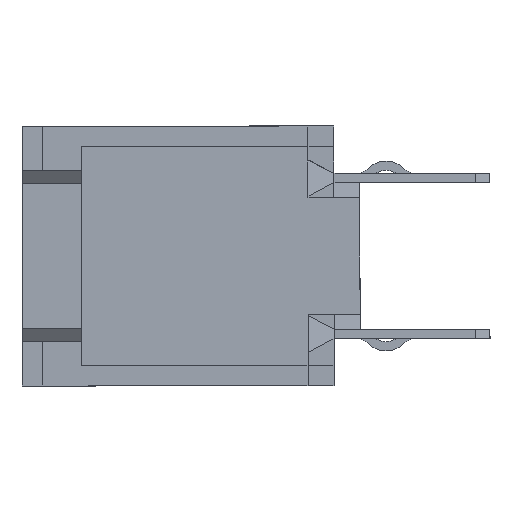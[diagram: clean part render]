
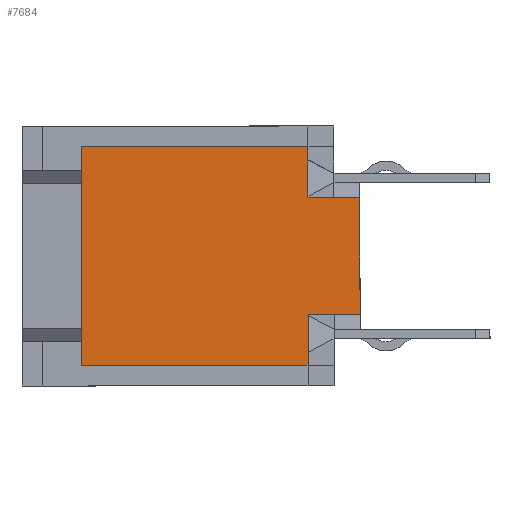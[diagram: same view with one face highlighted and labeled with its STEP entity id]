
A CAD part, left-side view. The second image highlights one B-rep face of the part: STEP entity #7684.
In plain terms, the highlighted planar face has unit normal (-1, 0, 0).
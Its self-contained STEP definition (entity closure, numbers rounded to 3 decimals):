
#4000 = CARTESIAN_POINT ( 'NONE',  ( -10., 2., 3.7 ) ) ;
#4001 = DIRECTION ( 'NONE',  ( 0., 1., 0. ) ) ;
#4002 = VECTOR ( 'NONE', #4001, 1000. ) ;
#4003 = CARTESIAN_POINT ( 'NONE',  ( -10., 2., 3.7 ) ) ;
#4004 = LINE ( 'NONE', #4003, #4002 ) ;
#4005 = CARTESIAN_POINT ( 'NONE',  ( -10., 10.7, 3.7 ) ) ;
#4031 = CARTESIAN_POINT ( 'NONE',  ( -10., 0., -2.75 ) ) ;
#4032 = CARTESIAN_POINT ( 'NONE',  ( -10., 0., 1.75 ) ) ;
#4033 = DIRECTION ( 'NONE',  ( 0., 1., 0. ) ) ;
#4034 = VECTOR ( 'NONE', #4033, 1000. ) ;
#4035 = CARTESIAN_POINT ( 'NONE',  ( -10., 2., 1.75 ) ) ;
#4036 = LINE ( 'NONE', #4035, #4034 ) ;
#4037 = CARTESIAN_POINT ( 'NONE',  ( -10., 2., 1.75 ) ) ;
#4038 = DIRECTION ( 'NONE',  ( 0., 0., 1. ) ) ;
#4039 = VECTOR ( 'NONE', #4038, 1000. ) ;
#4040 = CARTESIAN_POINT ( 'NONE',  ( -10., 0., -4.7 ) ) ;
#4041 = LINE ( 'NONE', #4040, #4039 ) ;
#4709 = FACE_OUTER_BOUND ( 'NONE', #7883, .T. ) ;
#4745 = DIRECTION ( 'NONE',  ( 0., 0., 1. ) ) ;
#4746 = DIRECTION ( 'NONE',  ( -1., 0., 0. ) ) ;
#4747 = CARTESIAN_POINT ( 'NONE',  ( -10., 2., -4.7 ) ) ;
#4748 = AXIS2_PLACEMENT_3D ( 'NONE', #4747, #4746, #4745 ) ;
#4749 = PLANE ( 'NONE',  #4748 ) ;
#4797 = CARTESIAN_POINT ( 'NONE',  ( -10., 10.7, -4.7 ) ) ;
#4807 = DIRECTION ( 'NONE',  ( 0., 0., 1. ) ) ;
#4808 = VECTOR ( 'NONE', #4807, 1000. ) ;
#4809 = CARTESIAN_POINT ( 'NONE',  ( -10., 10.7, 3.7 ) ) ;
#4810 = LINE ( 'NONE', #4809, #4808 ) ;
#4828 = CARTESIAN_POINT ( 'NONE',  ( -10., 2., -2.75 ) ) ;
#4852 = CARTESIAN_POINT ( 'NONE',  ( -10., 2., -4.7 ) ) ;
#4853 = DIRECTION ( 'NONE',  ( 0., 0., 1. ) ) ;
#4854 = VECTOR ( 'NONE', #4853, 1000. ) ;
#4855 = CARTESIAN_POINT ( 'NONE',  ( -10., 2., -4.7 ) ) ;
#4856 = LINE ( 'NONE', #4855, #4854 ) ;
#4857 = DIRECTION ( 'NONE',  ( 0., 0., 1. ) ) ;
#4858 = VECTOR ( 'NONE', #4857, 1000. ) ;
#4859 = CARTESIAN_POINT ( 'NONE',  ( -10., 2., -4.7 ) ) ;
#4860 = LINE ( 'NONE', #4859, #4858 ) ;
#4923 = DIRECTION ( 'NONE',  ( 0., -1., 0. ) ) ;
#4924 = VECTOR ( 'NONE', #4923, 1000. ) ;
#4925 = CARTESIAN_POINT ( 'NONE',  ( -10., 2., -2.75 ) ) ;
#4926 = LINE ( 'NONE', #4925, #4924 ) ;
#5121 = DIRECTION ( 'NONE',  ( 0., 1., 0. ) ) ;
#5122 = VECTOR ( 'NONE', #5121, 1000. ) ;
#5123 = CARTESIAN_POINT ( 'NONE',  ( -10., 2., -4.7 ) ) ;
#5124 = LINE ( 'NONE', #5123, #5122 ) ;
#7415 = VERTEX_POINT ( 'NONE', #4005 ) ;
#7417 = EDGE_CURVE ( 'NONE', #7418, #7415, #4004, .T. ) ;
#7418 = VERTEX_POINT ( 'NONE', #4000 ) ;
#7426 = EDGE_CURVE ( 'NONE', #7432, #7431, #4041, .T. ) ;
#7428 = VERTEX_POINT ( 'NONE', #4037 ) ;
#7430 = EDGE_CURVE ( 'NONE', #7431, #7428, #4036, .T. ) ;
#7431 = VERTEX_POINT ( 'NONE', #4032 ) ;
#7432 = VERTEX_POINT ( 'NONE', #4031 ) ;
#7684 = ADVANCED_FACE ( 'NONE', ( #4709 ), #4749, .T. ) ;
#7685 = ORIENTED_EDGE ( 'NONE', *, *, #7802, .T. ) ;
#7699 = ORIENTED_EDGE ( 'NONE', *, *, #7426, .T. ) ;
#7700 = ORIENTED_EDGE ( 'NONE', *, *, #7417, .T. ) ;
#7701 = ORIENTED_EDGE ( 'NONE', *, *, #7732, .F. ) ;
#7702 = VERTEX_POINT ( 'NONE', #4797 ) ;
#7708 = VERTEX_POINT ( 'NONE', #4828 ) ;
#7732 = EDGE_CURVE ( 'NONE', #7702, #7415, #4810, .T. ) ;
#7753 = EDGE_CURVE ( 'NONE', #7428, #7418, #4860, .T. ) ;
#7758 = EDGE_CURVE ( 'NONE', #7759, #7708, #4856, .T. ) ;
#7759 = VERTEX_POINT ( 'NONE', #4852 ) ;
#7802 = EDGE_CURVE ( 'NONE', #7708, #7432, #4926, .T. ) ;
#7866 = ORIENTED_EDGE ( 'NONE', *, *, #7430, .T. ) ;
#7867 = ORIENTED_EDGE ( 'NONE', *, *, #7753, .T. ) ;
#7883 = EDGE_LOOP ( 'NONE', ( #7699, #7866, #7867, #7700, #7701, #7902, #7904, #7685 ) ) ;
#7902 = ORIENTED_EDGE ( 'NONE', *, *, #7903, .F. ) ;
#7903 = EDGE_CURVE ( 'NONE', #7759, #7702, #5124, .T. ) ;
#7904 = ORIENTED_EDGE ( 'NONE', *, *, #7758, .T. ) ;
